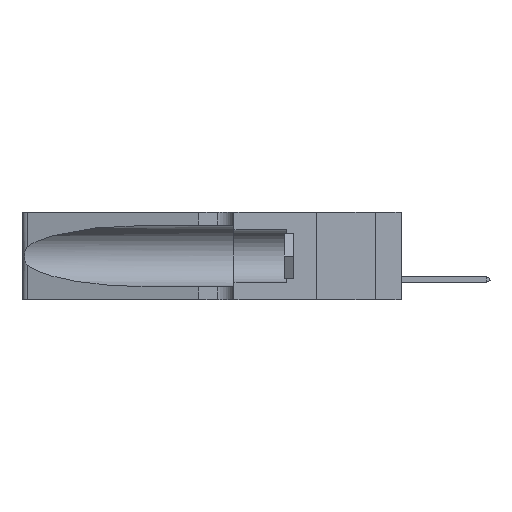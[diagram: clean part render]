
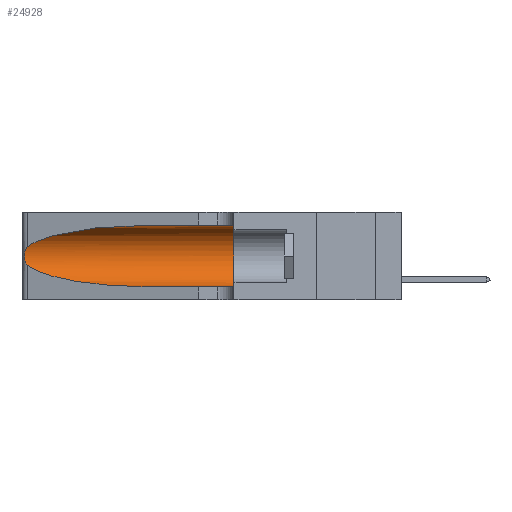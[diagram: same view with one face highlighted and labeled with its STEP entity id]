
A CAD part, left-side view. The second image highlights one B-rep face of the part: STEP entity #24928.
In plain terms, the highlighted cylindrical face has radius 3.308 mm (diameter 6.617 mm), a partial arc.
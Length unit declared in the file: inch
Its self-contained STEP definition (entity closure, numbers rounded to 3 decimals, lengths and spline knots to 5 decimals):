
#18 = EDGE_CURVE ( 'NONE', #7222, #2440, #20583, .T. ) ;
#431 = CARTESIAN_POINT ( 'NONE',  ( 0.1305, 1.61858, 0.31525 ) ) ;
#840 = CARTESIAN_POINT ( 'NONE',  ( 0.25854, 1.2359, 0.20912 ) ) ;
#1037 = CARTESIAN_POINT ( 'NONE',  ( 0.25487, 1.22718, 0.22369 ) ) ;
#1748 = CARTESIAN_POINT ( 'NONE',  ( 0.25555, 1.22994, 0.2215 ) ) ;
#1842 = CARTESIAN_POINT ( 'NONE',  ( 0.25639, 1.23184, 0.21858 ) ) ;
#2026 = CARTESIAN_POINT ( 'NONE',  ( 0.26075, 1.23896, 0.19203 ) ) ;
#2440 = VERTEX_POINT ( 'NONE', #15837 ) ;
#2561 = CARTESIAN_POINT ( 'NONE',  ( 0.25787, 1.23484, 0.2124 ) ) ;
#2777 = CARTESIAN_POINT ( 'NONE',  ( 0.25487, 1.22718, 0.14631 ) ) ;
#3329 = CARTESIAN_POINT ( 'NONE',  ( 0.1305, 0.35, 0.185 ) ) ;
#3669 =( BOUNDED_CURVE ( )  B_SPLINE_CURVE ( 3, ( #5224, #20246, #26646, #15810 ),
 .UNSPECIFIED., .F., .F. ) 
 B_SPLINE_CURVE_WITH_KNOTS ( ( 4, 4 ),
 ( 1.5708, 2.84003 ),
 .UNSPECIFIED. ) 
 CURVE ( )  GEOMETRIC_REPRESENTATION_ITEM ( )  RATIONAL_B_SPLINE_CURVE ( ( 1., 0.87, 0.87, 1. ) ) 
 REPRESENTATION_ITEM ( '' )  );
#3712 = CARTESIAN_POINT ( 'NONE',  ( 0.1305, 1.61858, 0.05475 ) ) ;
#4321 = CARTESIAN_POINT ( 'NONE',  ( 0.25856, 1.23593, 0.16098 ) ) ;
#4553 = B_SPLINE_CURVE_WITH_KNOTS ( 'NONE', 3,
 ( #1037, #1748, #1842, #2561, #840, #26307, #2026, #17291, #8477, #4321, #26274, #26164, #15287, #7366 ),
 .UNSPECIFIED., .F., .F.,
 ( 4, 2, 2, 2, 2, 2, 4 ),
 ( 0., 0.00027, 0.00053, 0.00107, 0.0016, 0.00187, 0.00214 ),
 .UNSPECIFIED. ) ;
#4618 = VECTOR ( 'NONE', #28073, 39.37008 ) ;
#4746 = FACE_OUTER_BOUND ( 'NONE', #26397, .T. ) ;
#5142 = CARTESIAN_POINT ( 'NONE',  ( 0.1305, 0.72297, 0.05475 ) ) ;
#5224 = CARTESIAN_POINT ( 'NONE',  ( 0.1305, 0.72297, 0.31525 ) ) ;
#6283 =( BOUNDED_CURVE ( )  B_SPLINE_CURVE ( 3, ( #2777, #17853, #7048, #5142 ),
 .UNSPECIFIED., .F., .T. ) 
 B_SPLINE_CURVE_WITH_KNOTS ( ( 4, 4 ),
 ( 3.44316, 4.71239 ),
 .UNSPECIFIED. ) 
 CURVE ( )  GEOMETRIC_REPRESENTATION_ITEM ( )  RATIONAL_B_SPLINE_CURVE ( ( 1., 0.87, 0.87, 1. ) ) 
 REPRESENTATION_ITEM ( '' )  );
#6405 = LINE ( 'NONE', #431, #27619 ) ;
#6447 = CARTESIAN_POINT ( 'NONE',  ( 0.1305, 0.72297, 0.05475 ) ) ;
#6937 = CARTESIAN_POINT ( 'NONE',  ( 0.25487, 1.22718, 0.14631 ) ) ;
#7048 = CARTESIAN_POINT ( 'NONE',  ( 0.18966, 0.96281, 0.05475 ) ) ;
#7118 = DIRECTION ( 'NONE',  ( 0., -1., 0. ) ) ;
#7222 = VERTEX_POINT ( 'NONE', #6447 ) ;
#7366 = CARTESIAN_POINT ( 'NONE',  ( 0.25487, 1.22718, 0.14631 ) ) ;
#8477 = CARTESIAN_POINT ( 'NONE',  ( 0.26017, 1.23833, 0.17102 ) ) ;
#9515 = VERTEX_POINT ( 'NONE', #6937 ) ;
#9580 = ORIENTED_EDGE ( 'NONE', *, *, #22113, .F. ) ;
#11884 = EDGE_CURVE ( 'NONE', #9515, #7222, #6283, .T. ) ;
#12102 = CARTESIAN_POINT ( 'NONE',  ( 0.1305, 1.61858, 0.185 ) ) ;
#12202 = DIRECTION ( 'NONE',  ( 0., 0., -1. ) ) ;
#12915 = CARTESIAN_POINT ( 'NONE',  ( 0.1305, 0.72297, 0.31525 ) ) ;
#13121 = ORIENTED_EDGE ( 'NONE', *, *, #11884, .T. ) ;
#14210 = ORIENTED_EDGE ( 'NONE', *, *, #20509, .T. ) ;
#15287 = CARTESIAN_POINT ( 'NONE',  ( 0.25555, 1.22993, 0.14849 ) ) ;
#15810 = CARTESIAN_POINT ( 'NONE',  ( 0.25487, 1.22718, 0.22369 ) ) ;
#15837 = CARTESIAN_POINT ( 'NONE',  ( 0.1305, 0.35, 0.05475 ) ) ;
#16365 = VERTEX_POINT ( 'NONE', #12915 ) ;
#17112 = CARTESIAN_POINT ( 'NONE',  ( 0.1305, 0.35, 0.31525 ) ) ;
#17291 = CARTESIAN_POINT ( 'NONE',  ( 0.26075, 1.23896, 0.178 ) ) ;
#17701 = ORIENTED_EDGE ( 'NONE', *, *, #26384, .T. ) ;
#17807 = ORIENTED_EDGE ( 'NONE', *, *, #28184, .F. ) ;
#17853 = CARTESIAN_POINT ( 'NONE',  ( 0.2373, 1.15595, 0.08982 ) ) ;
#18367 = VERTEX_POINT ( 'NONE', #23713 ) ;
#19867 = CIRCLE ( 'NONE', #26951, 0.13025 ) ;
#20246 = CARTESIAN_POINT ( 'NONE',  ( 0.18966, 0.96281, 0.31525 ) ) ;
#20458 = DIRECTION ( 'NONE',  ( 0., 0., 1. ) ) ;
#20509 = EDGE_CURVE ( 'NONE', #16365, #18367, #3669, .T. ) ;
#20583 = LINE ( 'NONE', #3712, #4618 ) ;
#22113 = EDGE_CURVE ( 'NONE', #16365, #25376, #6405, .T. ) ;
#22846 = ORIENTED_EDGE ( 'NONE', *, *, #18, .T. ) ;
#23713 = CARTESIAN_POINT ( 'NONE',  ( 0.25487, 1.22718, 0.22369 ) ) ;
#24928 = ADVANCED_FACE ( 'NONE', ( #4746 ), #27300, .F. ) ;
#25115 = DIRECTION ( 'NONE',  ( 0., -1., 0. ) ) ;
#25376 = VERTEX_POINT ( 'NONE', #17112 ) ;
#26164 = CARTESIAN_POINT ( 'NONE',  ( 0.25639, 1.23186, 0.15144 ) ) ;
#26274 = CARTESIAN_POINT ( 'NONE',  ( 0.25789, 1.23486, 0.15765 ) ) ;
#26307 = CARTESIAN_POINT ( 'NONE',  ( 0.26018, 1.23835, 0.19895 ) ) ;
#26384 = EDGE_CURVE ( 'NONE', #18367, #9515, #4553, .T. ) ;
#26397 = EDGE_LOOP ( 'NONE', ( #14210, #17701, #13121, #22846, #17807, #9580 ) ) ;
#26646 = CARTESIAN_POINT ( 'NONE',  ( 0.2373, 1.15595, 0.28018 ) ) ;
#26951 = AXIS2_PLACEMENT_3D ( 'NONE', #3329, #27039, #20458 ) ;
#27039 = DIRECTION ( 'NONE',  ( 0., 1., 0. ) ) ;
#27300 = CYLINDRICAL_SURFACE ( 'NONE', #27995, 0.13025 ) ;
#27619 = VECTOR ( 'NONE', #7118, 39.37008 ) ;
#27995 = AXIS2_PLACEMENT_3D ( 'NONE', #12102, #25115, #12202 ) ;
#28073 = DIRECTION ( 'NONE',  ( 0., -1., 0. ) ) ;
#28184 = EDGE_CURVE ( 'NONE', #25376, #2440, #19867, .T. ) ;
